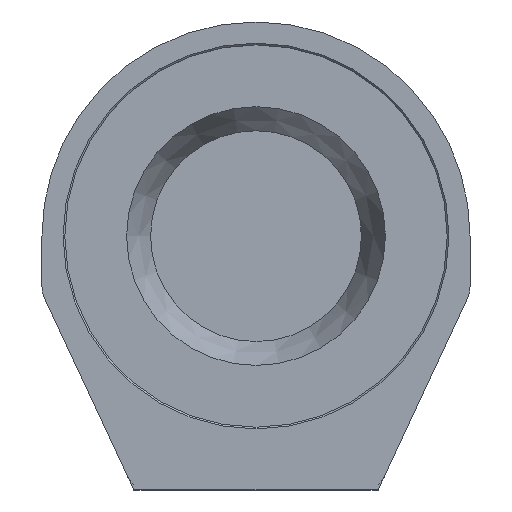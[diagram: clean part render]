
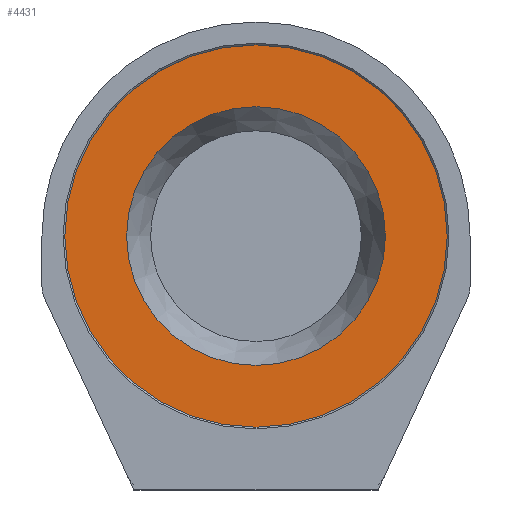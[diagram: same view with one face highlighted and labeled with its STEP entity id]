
A CAD part, top view. The second image highlights one B-rep face of the part: STEP entity #4431.
In plain terms, the highlighted planar face has unit normal (0, 0, 1).
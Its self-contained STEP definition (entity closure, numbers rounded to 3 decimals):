
#1216 = CYLINDRICAL_SURFACE('',#1217,33.5);
#1217 = AXIS2_PLACEMENT_3D('',#1218,#1219,#1220);
#1218 = CARTESIAN_POINT('',(0.,44.5,0.));
#1219 = DIRECTION('',(0.,0.,1.));
#1220 = DIRECTION('',(1.,0.,0.));
#4224 = VERTEX_POINT('',#4225);
#4225 = CARTESIAN_POINT('',(33.5,44.5,-5.));
#4246 = EDGE_CURVE('',#4224,#4224,#4247,.T.);
#4247 = SURFACE_CURVE('',#4248,(#4253,#4260),.PCURVE_S1.);
#4248 = CIRCLE('',#4249,33.5);
#4249 = AXIS2_PLACEMENT_3D('',#4250,#4251,#4252);
#4250 = CARTESIAN_POINT('',(0.,44.5,-5.));
#4251 = DIRECTION('',(0.,0.,1.));
#4252 = DIRECTION('',(1.,0.,0.));
#4253 = PCURVE('',#1216,#4254);
#4254 = DEFINITIONAL_REPRESENTATION('',(#4255),#4259);
#4255 = LINE('',#4256,#4257);
#4256 = CARTESIAN_POINT('',(0.,-5.));
#4257 = VECTOR('',#4258,1.);
#4258 = DIRECTION('',(1.,0.));
#4259 = ( GEOMETRIC_REPRESENTATION_CONTEXT(2) 
PARAMETRIC_REPRESENTATION_CONTEXT() REPRESENTATION_CONTEXT('2D SPACE',''
  ) );
#4260 = PCURVE('',#4261,#4266);
#4261 = PLANE('',#4262);
#4262 = AXIS2_PLACEMENT_3D('',#4263,#4264,#4265);
#4263 = CARTESIAN_POINT('',(0.,44.5,-5.));
#4264 = DIRECTION('',(0.,0.,1.));
#4265 = DIRECTION('',(1.,0.,0.));
#4266 = DEFINITIONAL_REPRESENTATION('',(#4267),#4271);
#4267 = CIRCLE('',#4268,33.5);
#4268 = AXIS2_PLACEMENT_2D('',#4269,#4270);
#4269 = CARTESIAN_POINT('',(0.,0.));
#4270 = DIRECTION('',(1.,0.));
#4271 = ( GEOMETRIC_REPRESENTATION_CONTEXT(2) 
PARAMETRIC_REPRESENTATION_CONTEXT() REPRESENTATION_CONTEXT('2D SPACE',''
  ) );
#4431 = ADVANCED_FACE('',(#4432,#4435),#4261,.T.);
#4432 = FACE_BOUND('',#4433,.T.);
#4433 = EDGE_LOOP('',(#4434));
#4434 = ORIENTED_EDGE('',*,*,#4246,.T.);
#4435 = FACE_BOUND('',#4436,.T.);
#4436 = EDGE_LOOP('',(#4437));
#4437 = ORIENTED_EDGE('',*,*,#4438,.T.);
#4438 = EDGE_CURVE('',#4439,#4439,#4441,.T.);
#4439 = VERTEX_POINT('',#4440);
#4440 = CARTESIAN_POINT('',(22.668,44.5,-5.));
#4441 = SURFACE_CURVE('',#4442,(#4447,#4458),.PCURVE_S1.);
#4442 = CIRCLE('',#4443,22.668);
#4443 = AXIS2_PLACEMENT_3D('',#4444,#4445,#4446);
#4444 = CARTESIAN_POINT('',(0.,44.5,-5.));
#4445 = DIRECTION('',(0.,0.,-1.));
#4446 = DIRECTION('',(1.,0.,0.));
#4447 = PCURVE('',#4261,#4448);
#4448 = DEFINITIONAL_REPRESENTATION('',(#4449),#4457);
#4449 = ( BOUNDED_CURVE() B_SPLINE_CURVE(2,(#4450,#4451,#4452,#4453,
#4454,#4455,#4456),.UNSPECIFIED.,.T.,.F.) B_SPLINE_CURVE_WITH_KNOTS((1,2
    ,2,2,2,1),(-2.094,0.,2.094,4.189,
6.283,8.378),.UNSPECIFIED.) CURVE() 
GEOMETRIC_REPRESENTATION_ITEM() RATIONAL_B_SPLINE_CURVE((1.,0.5,1.,0.5,
1.,0.5,1.)) REPRESENTATION_ITEM('') );
#4450 = CARTESIAN_POINT('',(22.668,0.));
#4451 = CARTESIAN_POINT('',(22.668,-39.263));
#4452 = CARTESIAN_POINT('',(-11.334,-19.631));
#4453 = CARTESIAN_POINT('',(-45.337,0.));
#4454 = CARTESIAN_POINT('',(-11.334,19.631));
#4455 = CARTESIAN_POINT('',(22.668,39.263));
#4456 = CARTESIAN_POINT('',(22.668,0.));
#4457 = ( GEOMETRIC_REPRESENTATION_CONTEXT(2) 
PARAMETRIC_REPRESENTATION_CONTEXT() REPRESENTATION_CONTEXT('2D SPACE',''
  ) );
#4458 = PCURVE('',#4459,#4464);
#4459 = CONICAL_SURFACE('',#4460,25.,0.436);
#4460 = AXIS2_PLACEMENT_3D('',#4461,#4462,#4463);
#4461 = CARTESIAN_POINT('',(0.,44.5,0.));
#4462 = DIRECTION('',(0.,0.,1.));
#4463 = DIRECTION('',(1.,0.,0.));
#4464 = DEFINITIONAL_REPRESENTATION('',(#4465),#4469);
#4465 = LINE('',#4466,#4467);
#4466 = CARTESIAN_POINT('',(6.283,-5.));
#4467 = VECTOR('',#4468,1.);
#4468 = DIRECTION('',(-1.,-0.));
#4469 = ( GEOMETRIC_REPRESENTATION_CONTEXT(2) 
PARAMETRIC_REPRESENTATION_CONTEXT() REPRESENTATION_CONTEXT('2D SPACE',''
  ) );
